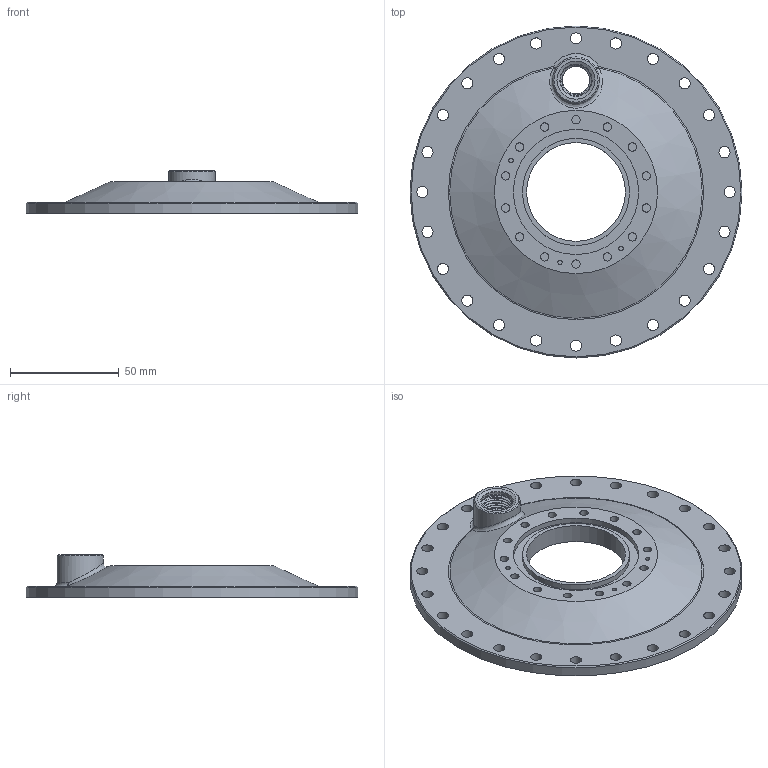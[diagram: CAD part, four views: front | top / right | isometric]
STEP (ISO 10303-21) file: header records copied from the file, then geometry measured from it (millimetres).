
FILE_DESCRIPTION(/* description */ (''),/* implementation_level */ '2;1');
FILE_NAME(/* name */ 'upper_half.stp',/* time_stamp */ '2025-11-18T18:01:15-05:00',/* author */ (''),/* organization */ (''),/* preprocessor_version */ 'ST-DEVELOPER v18.102',/* originating_system */ 'SIEMENS PLM Software NX 2027',/* authorisation */ '');
FILE_SCHEMA (('AUTOMOTIVE_DESIGN { 1 0 10303 214 3 1 1 1 }'));
Length unit declared in the file: inch
Products named in the file (1): A_davi0B6069D4wcw9
Bounding box: 152.4 x 152.4 x 19.68 mm (x, y, z)
Volume: 112655.3 mm3; surface area: 44260.5 mm2
Topology: 1 solids, 1 shells, 111 faces, 279 edges, 192 vertices
Faces by surface type: cylinder 62, plane 29, bspline 7, cone 6, torus 5, sphere 2
Full cylindrical faces by diameter (mm): 2 x6, 3.797 x14, 5.105 x24, 12.7 x8, 14.732 x1, 21.285 x1, 45.364 x1, 49.124 x1, 57.455 x1, 125.552 x1, 131.902 x1, 152.4 x1
Entity records: 4532 total; most frequent: CARTESIAN_POINT 2428, DIRECTION 440, ORIENTED_EDGE 294, EDGE_LOOP 241, AXIS2_PLACEMENT_3D 219, FACE_BOUND 208, EDGE_CURVE 147, VERTEX_POINT 132
